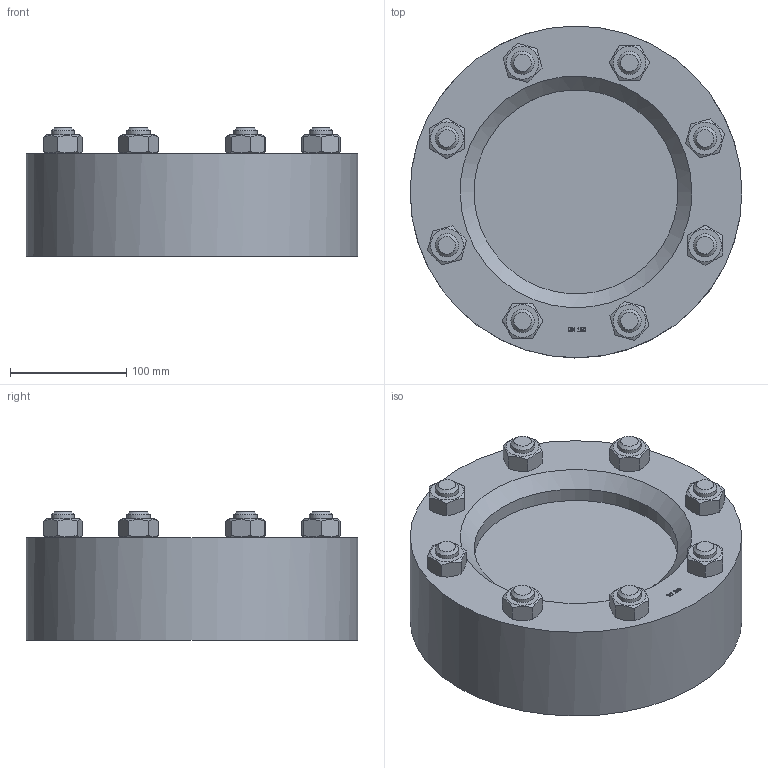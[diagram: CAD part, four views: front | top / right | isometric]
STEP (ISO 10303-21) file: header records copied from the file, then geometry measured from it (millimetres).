
FILE_DESCRIPTION(('HOOPS Exchange Step'),'2;1');
FILE_NAME('BS02_DN150.stp','2025-05-26T11:35:49+02:00',('nieru'),('Unknown organisation'),'HOOPS Exchange 2024.2','HOOPS Exchange','Unknown authorisation');
FILE_SCHEMA( ('AP203_CONFIGURATION_CONTROLLED_3D_DESIGN_OF_MECHANICAL_PARTS_AND_ASSEMBLIES_MIM_LF') );
Length unit declared in the file: millimetre
Products named in the file (1): root
Bounding box: 285 x 284.99 x 110.03 mm (x, y, z)
Volume: 4267360.5 mm3; surface area: 243244.4 mm2
Topology: 1 solids, 1 shells, 179 faces, 462 edges, 310 vertices
Faces by surface type: plane 108, bspline 34, cone 26, cylinder 11
Full cylindrical faces by diameter (mm): 20 x8, 175 x2, 285 x1
Entity records: 20850 total; most frequent: CARTESIAN_POINT 17033, ORIENTED_EDGE 924, DIRECTION 513, EDGE_CURVE 462, VERTEX_POINT 310, EDGE_LOOP 204, FACE_BOUND 204, VECTOR 189
